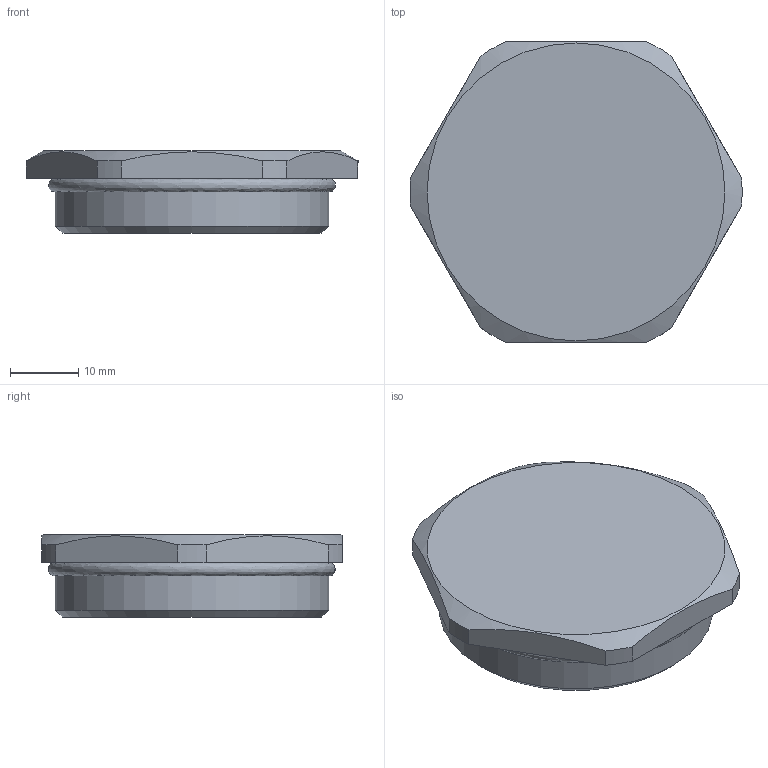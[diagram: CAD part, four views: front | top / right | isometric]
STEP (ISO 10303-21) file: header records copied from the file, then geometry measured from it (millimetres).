
FILE_DESCRIPTION(/* description */ (''),/* implementation_level */ '2;1');
FILE_NAME(/* name */ '100189727ugm000_b.stp',/* time_stamp */ '2019-10-28T14:11:21+01:00',/* author */ (''),/* organization */ (''),/* preprocessor_version */ 'ST-DEVELOPER v16.7',/* originating_system */ 'SIEMENS PLM Software NX 12.0',/* authorisation */ '');
FILE_SCHEMA (('AUTOMOTIVE_DESIGN { 1 0 10303 214 3 1 1 1 }'));
Length unit declared in the file: millimetre
Products named in the file (1): 100189727ugm000_b
Bounding box: 48.58 x 44 x 12 mm (x, y, z)
Volume: 6374.6 mm3; surface area: 6939.8 mm2
Topology: 2 solids, 2 shells, 23 faces, 53 edges, 36 vertices
Faces by surface type: plane 11, cylinder 9, cone 2, bspline 1
Full cylindrical faces by diameter (mm): 36.3 x1, 38 x1, 40 x1
Entity records: 864 total; most frequent: CARTESIAN_POINT 166, DIRECTION 104, ORIENTED_EDGE 90, EDGE_CURVE 45, AXIS2_PLACEMENT_3D 43, VERTEX_POINT 34, EDGE_LOOP 30, PRESENTATION_STYLE_ASSIGNMENT 26
